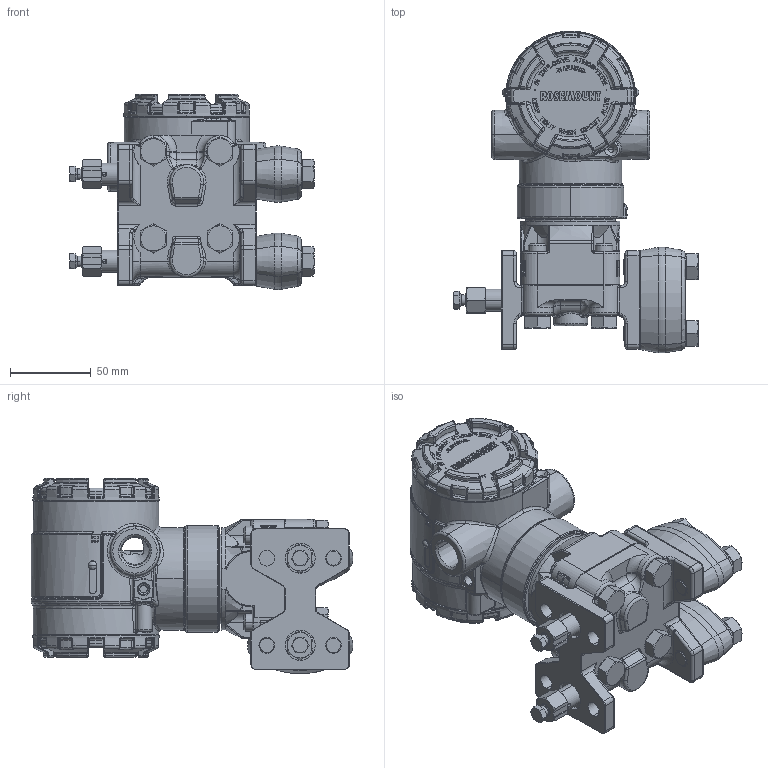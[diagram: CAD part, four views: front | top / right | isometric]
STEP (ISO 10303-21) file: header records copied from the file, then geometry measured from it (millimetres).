
FILE_DESCRIPTION((''),'2;1');
FILE_NAME('GC-2051-CD1A0AH2DFD8_SW0001','2016-06-16T',('johnarm'),('Rosemount Measurement Division'),'PRO/ENGINEER BY PARAMETRIC TECHNOLOGY CORPORATION, 2013430','PRO/ENGINEER BY PARAMETRIC TECHNOLOGY CORPORATION, 2013430','');
FILE_SCHEMA(('CONFIG_CONTROL_DESIGN'));
Length unit declared in the file: inch
Products named in the file (1): GC-2051-CD1A0AH2DFD8_SW0001
Bounding box: 151.69 x 199.42 x 120.95 mm (x, y, z)
Surface area: 205667.2 mm2 (no closed solid volume)
Topology: 0 solids, 69 shells, 3526 faces, 10497 edges, 6997 vertices
Faces by surface type: plane 1002, bspline 958, cylinder 787, torus 444, cone 222, sphere 108, extrusion 5
Entity records: 161704 total; most frequent: CARTESIAN_POINT 75203, ORIENTED_EDGE 18542, DIRECTION 15903, EDGE_CURVE 10427, VERTEX_POINT 6996, AXIS2_PLACEMENT_3D 5485, VECTOR 4933, LINE 4928
